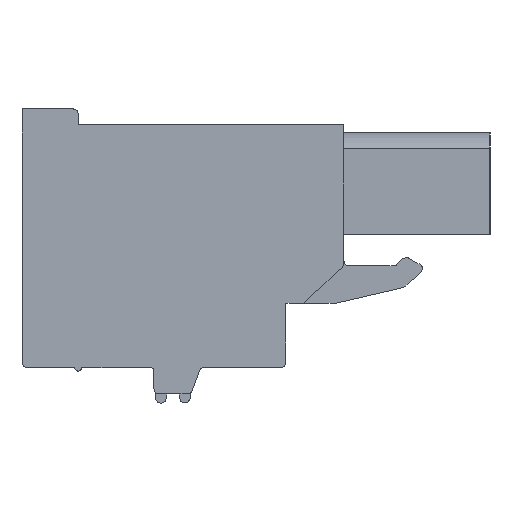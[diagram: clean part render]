
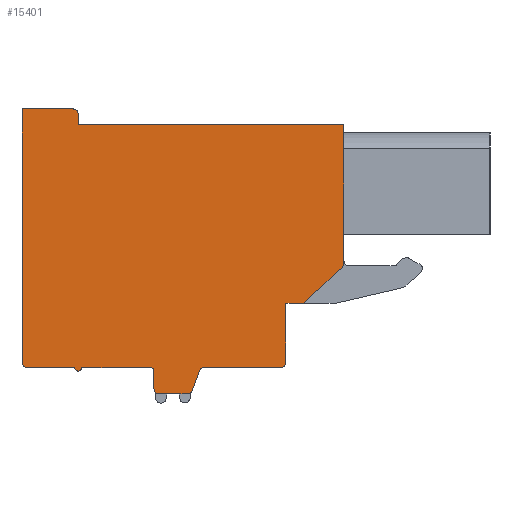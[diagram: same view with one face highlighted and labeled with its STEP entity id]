
A CAD part, left-side view. The second image highlights one B-rep face of the part: STEP entity #15401.
In plain terms, the highlighted planar face has unit normal (-1, 0, 0).
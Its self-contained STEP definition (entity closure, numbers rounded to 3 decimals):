
#608=DIRECTION('',(0.,0.,1.));
#609=VECTOR('',#608,7.87);
#610=CARTESIAN_POINT('',(-71.74,-5.66,-0.91));
#611=LINE('',#610,#609);
#2804=CARTESIAN_POINT('',(-71.74,-5.36,-0.91));
#2805=DIRECTION('',(1.,0.,0.));
#2806=DIRECTION('',(0.,-1.,0.));
#2807=AXIS2_PLACEMENT_3D('',#2804,#2805,#2806);
#2809=DIRECTION('',(0.,0.731,-0.683));
#2810=VECTOR('',#2809,3.018);
#2811=CARTESIAN_POINT('',(-71.74,-5.565,-1.129));
#2812=LINE('',#2811,#2810);
#2813=DIRECTION('',(0.,1.,0.));
#2814=VECTOR('',#2813,1.);
#2815=CARTESIAN_POINT('',(-71.74,-3.36,-3.19));
#2816=LINE('',#2815,#2814);
#2817=DIRECTION('',(0.,0.,-1.));
#2818=VECTOR('',#2817,3.35);
#2819=CARTESIAN_POINT('',(-71.74,-2.36,-3.19));
#2820=LINE('',#2819,#2818);
#2821=CARTESIAN_POINT('',(-71.74,-2.06,-6.54));
#2822=DIRECTION('',(1.,0.,0.));
#2823=DIRECTION('',(0.,-1.,0.));
#2824=AXIS2_PLACEMENT_3D('',#2821,#2822,#2823);
#2826=DIRECTION('',(0.,1.,0.));
#2827=VECTOR('',#2826,4.34);
#2828=CARTESIAN_POINT('',(-71.74,-2.06,-6.84));
#2829=LINE('',#2828,#2827);
#2830=CARTESIAN_POINT('',(-71.74,2.28,-7.14));
#2831=DIRECTION('',(-1.,0.,0.));
#2832=DIRECTION('',(0.,0.,1.));
#2833=AXIS2_PLACEMENT_3D('',#2830,#2831,#2832);
#2835=DIRECTION('',(0.,0.345,-0.939));
#2836=VECTOR('',#2835,1.179);
#2837=CARTESIAN_POINT('',(-71.74,2.562,-7.037));
#2838=LINE('',#2837,#2836);
#2839=CARTESIAN_POINT('',(-71.74,3.25,-8.04));
#2840=DIRECTION('',(1.,0.,0.));
#2841=DIRECTION('',(0.,-0.939,-0.345));
#2842=AXIS2_PLACEMENT_3D('',#2839,#2840,#2841);
#2844=DIRECTION('',(0.,1.,0.));
#2845=VECTOR('',#2844,1.59);
#2846=CARTESIAN_POINT('',(-71.74,3.25,-8.34));
#2847=LINE('',#2846,#2845);
#2848=CARTESIAN_POINT('',(-71.74,4.84,-8.04));
#2849=DIRECTION('',(1.,0.,0.));
#2850=DIRECTION('',(0.,0.,-1.));
#2851=AXIS2_PLACEMENT_3D('',#2848,#2849,#2850);
#2853=DIRECTION('',(0.,0.,1.));
#2854=VECTOR('',#2853,1.);
#2855=CARTESIAN_POINT('',(-71.74,5.14,-8.04));
#2856=LINE('',#2855,#2854);
#2857=CARTESIAN_POINT('',(-71.74,5.34,-7.04));
#2858=DIRECTION('',(-1.,0.,0.));
#2859=DIRECTION('',(0.,-1.,0.));
#2860=AXIS2_PLACEMENT_3D('',#2857,#2858,#2859);
#2862=DIRECTION('',(0.,1.,0.));
#2863=VECTOR('',#2862,3.9);
#2864=CARTESIAN_POINT('',(-71.74,5.34,-6.84));
#2865=LINE('',#2864,#2863);
#2866=CARTESIAN_POINT('',(-71.74,9.44,-6.84));
#2867=DIRECTION('',(1.,0.,0.));
#2868=DIRECTION('',(0.,-1.,0.));
#2869=AXIS2_PLACEMENT_3D('',#2866,#2867,#2868);
#2871=DIRECTION('',(0.,1.,0.));
#2872=VECTOR('',#2871,2.7);
#2873=CARTESIAN_POINT('',(-71.74,9.64,-6.84));
#2874=LINE('',#2873,#2872);
#2875=CARTESIAN_POINT('',(-71.74,12.34,-6.54));
#2876=DIRECTION('',(1.,0.,0.));
#2877=DIRECTION('',(0.,0.,-1.));
#2878=AXIS2_PLACEMENT_3D('',#2875,#2876,#2877);
#2880=DIRECTION('',(0.,0.,1.));
#2881=VECTOR('',#2880,14.4);
#2882=CARTESIAN_POINT('',(-71.74,12.64,-6.54));
#2883=LINE('',#2882,#2881);
#2884=DIRECTION('',(0.,-1.,0.));
#2885=VECTOR('',#2884,2.9);
#2886=CARTESIAN_POINT('',(-71.74,12.64,7.86));
#2887=LINE('',#2886,#2885);
#2888=CARTESIAN_POINT('',(-71.74,9.74,7.56));
#2889=DIRECTION('',(1.,0.,0.));
#2890=DIRECTION('',(0.,0.,1.));
#2891=AXIS2_PLACEMENT_3D('',#2888,#2889,#2890);
#2893=DIRECTION('',(0.,0.,-1.));
#2894=VECTOR('',#2893,0.6);
#2895=CARTESIAN_POINT('',(-71.74,9.44,7.56));
#2896=LINE('',#2895,#2894);
#2897=DIRECTION('',(0.,-1.,0.));
#2898=VECTOR('',#2897,15.1);
#2899=CARTESIAN_POINT('',(-71.74,9.44,6.96));
#2900=LINE('',#2899,#2898);
#8781=CARTESIAN_POINT('',(-71.74,9.44,6.96));
#8782=CARTESIAN_POINT('',(-71.74,-5.66,6.96));
#8783=VERTEX_POINT('',#8781);
#8784=VERTEX_POINT('',#8782);
#8785=CARTESIAN_POINT('',(-71.74,-5.66,-0.91));
#8786=CARTESIAN_POINT('',(-71.74,-5.565,-1.129));
#8787=VERTEX_POINT('',#8785);
#8788=VERTEX_POINT('',#8786);
#8789=CARTESIAN_POINT('',(-71.74,-3.36,-3.19));
#8790=VERTEX_POINT('',#8789);
#8791=CARTESIAN_POINT('',(-71.74,-2.36,-3.19));
#8792=VERTEX_POINT('',#8791);
#8793=CARTESIAN_POINT('',(-71.74,-2.36,-6.54));
#8794=VERTEX_POINT('',#8793);
#8795=CARTESIAN_POINT('',(-71.74,-2.06,-6.84));
#8796=VERTEX_POINT('',#8795);
#8797=CARTESIAN_POINT('',(-71.74,2.28,-6.84));
#8798=VERTEX_POINT('',#8797);
#8799=CARTESIAN_POINT('',(-71.74,2.562,-7.037));
#8800=VERTEX_POINT('',#8799);
#8801=CARTESIAN_POINT('',(-71.74,2.968,-8.143));
#8802=VERTEX_POINT('',#8801);
#8803=CARTESIAN_POINT('',(-71.74,3.25,-8.34));
#8804=VERTEX_POINT('',#8803);
#8805=CARTESIAN_POINT('',(-71.74,4.84,-8.34));
#8806=VERTEX_POINT('',#8805);
#8807=CARTESIAN_POINT('',(-71.74,5.14,-8.04));
#8808=VERTEX_POINT('',#8807);
#8809=CARTESIAN_POINT('',(-71.74,5.14,-7.04));
#8810=VERTEX_POINT('',#8809);
#8811=CARTESIAN_POINT('',(-71.74,5.34,-6.84));
#8812=VERTEX_POINT('',#8811);
#8813=CARTESIAN_POINT('',(-71.74,9.24,-6.84));
#8814=VERTEX_POINT('',#8813);
#8815=CARTESIAN_POINT('',(-71.74,9.64,-6.84));
#8816=VERTEX_POINT('',#8815);
#8817=CARTESIAN_POINT('',(-71.74,12.34,-6.84));
#8818=VERTEX_POINT('',#8817);
#8819=CARTESIAN_POINT('',(-71.74,12.64,-6.54));
#8820=VERTEX_POINT('',#8819);
#8821=CARTESIAN_POINT('',(-71.74,12.64,7.86));
#8822=VERTEX_POINT('',#8821);
#8823=CARTESIAN_POINT('',(-71.74,9.74,7.86));
#8824=VERTEX_POINT('',#8823);
#8825=CARTESIAN_POINT('',(-71.74,9.44,7.56));
#8826=VERTEX_POINT('',#8825);
#15352=CARTESIAN_POINT('',(-71.74,0.,0.));
#15353=DIRECTION('',(1.,0.,0.));
#15354=DIRECTION('',(0.,-1.,0.));
#15355=AXIS2_PLACEMENT_3D('',#15352,#15353,#15354);
#15356=PLANE('',#15355);
#15357=ORIENTED_EDGE('',*,*,#11538,.F.);
#15358=ORIENTED_EDGE('',*,*,#15332,.T.);
#15359=ORIENTED_EDGE('',*,*,#15258,.T.);
#15360=ORIENTED_EDGE('',*,*,#15232,.T.);
#15362=ORIENTED_EDGE('',*,*,#15361,.T.);
#15364=ORIENTED_EDGE('',*,*,#15363,.T.);
#15366=ORIENTED_EDGE('',*,*,#15365,.T.);
#15368=ORIENTED_EDGE('',*,*,#15367,.T.);
#15370=ORIENTED_EDGE('',*,*,#15369,.T.);
#15372=ORIENTED_EDGE('',*,*,#15371,.T.);
#15374=ORIENTED_EDGE('',*,*,#15373,.T.);
#15376=ORIENTED_EDGE('',*,*,#15375,.T.);
#15378=ORIENTED_EDGE('',*,*,#15377,.T.);
#15380=ORIENTED_EDGE('',*,*,#15379,.T.);
#15382=ORIENTED_EDGE('',*,*,#15381,.T.);
#15384=ORIENTED_EDGE('',*,*,#15383,.T.);
#15386=ORIENTED_EDGE('',*,*,#15385,.T.);
#15388=ORIENTED_EDGE('',*,*,#15387,.T.);
#15390=ORIENTED_EDGE('',*,*,#15389,.T.);
#15392=ORIENTED_EDGE('',*,*,#15391,.T.);
#15394=ORIENTED_EDGE('',*,*,#15393,.T.);
#15396=ORIENTED_EDGE('',*,*,#15395,.T.);
#15398=ORIENTED_EDGE('',*,*,#15397,.T.);
#15399=EDGE_LOOP('',(#15357,#15358,#15359,#15360,#15362,#15364,#15366,#15368,
#15370,#15372,#15374,#15376,#15378,#15380,#15382,#15384,#15386,#15388,#15390,
#15392,#15394,#15396,#15398));
#15400=FACE_OUTER_BOUND('',#15399,.F.);
#15401=ADVANCED_FACE('',(#15400),#15356,.F.);
#2808=CIRCLE('',#2807,0.3);
#2825=CIRCLE('',#2824,0.3);
#2834=CIRCLE('',#2833,0.3);
#2843=CIRCLE('',#2842,0.3);
#2852=CIRCLE('',#2851,0.3);
#2861=CIRCLE('',#2860,0.2);
#2870=CIRCLE('',#2869,0.2);
#2879=CIRCLE('',#2878,0.3);
#2892=CIRCLE('',#2891,0.3);
#11538=EDGE_CURVE('',#8787,#8784,#611,.T.);
#15232=EDGE_CURVE('',#8790,#8792,#2816,.T.);
#15258=EDGE_CURVE('',#8788,#8790,#2812,.T.);
#15332=EDGE_CURVE('',#8787,#8788,#2808,.T.);
#15361=EDGE_CURVE('',#8792,#8794,#2820,.T.);
#15363=EDGE_CURVE('',#8794,#8796,#2825,.T.);
#15365=EDGE_CURVE('',#8796,#8798,#2829,.T.);
#15367=EDGE_CURVE('',#8798,#8800,#2834,.T.);
#15369=EDGE_CURVE('',#8800,#8802,#2838,.T.);
#15371=EDGE_CURVE('',#8802,#8804,#2843,.T.);
#15373=EDGE_CURVE('',#8804,#8806,#2847,.T.);
#15375=EDGE_CURVE('',#8806,#8808,#2852,.T.);
#15377=EDGE_CURVE('',#8808,#8810,#2856,.T.);
#15379=EDGE_CURVE('',#8810,#8812,#2861,.T.);
#15381=EDGE_CURVE('',#8812,#8814,#2865,.T.);
#15383=EDGE_CURVE('',#8814,#8816,#2870,.T.);
#15385=EDGE_CURVE('',#8816,#8818,#2874,.T.);
#15387=EDGE_CURVE('',#8818,#8820,#2879,.T.);
#15389=EDGE_CURVE('',#8820,#8822,#2883,.T.);
#15391=EDGE_CURVE('',#8822,#8824,#2887,.T.);
#15393=EDGE_CURVE('',#8824,#8826,#2892,.T.);
#15395=EDGE_CURVE('',#8826,#8783,#2896,.T.);
#15397=EDGE_CURVE('',#8783,#8784,#2900,.T.);
